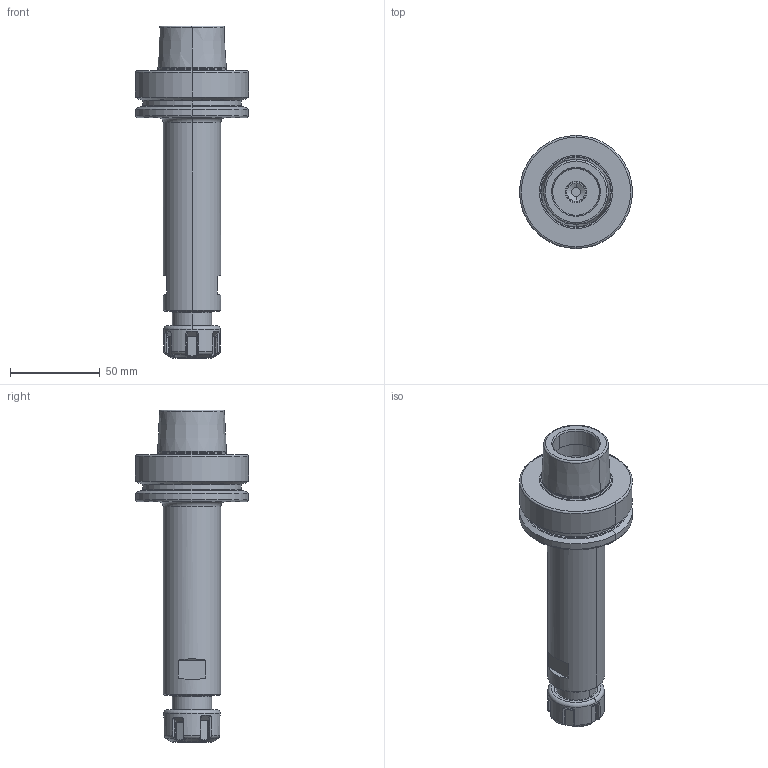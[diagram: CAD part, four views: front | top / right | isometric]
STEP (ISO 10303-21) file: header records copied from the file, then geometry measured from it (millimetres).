
FILE_DESCRIPTION((''),'2;1');
FILE_NAME('F63_02_10_2','2020-08-24T',('103090'),(''),'CREO PARAMETRIC BY PTC INC, 2016260','CREO PARAMETRIC BY PTC INC, 2016260','');
FILE_SCHEMA(('CONFIG_CONTROL_DESIGN'));
Length unit declared in the file: millimetre
Products named in the file (1): F63_02_10_2
Bounding box: 63 x 63 x 185 mm (x, y, z)
Volume: 169635.4 mm3; surface area: 37326.8 mm2
Topology: 1 solids, 1 shells, 295 faces, 666 edges, 388 vertices
Faces by surface type: bspline 72, plane 71, cylinder 66, torus 48, cone 26, sphere 12
Entity records: 11064 total; most frequent: CARTESIAN_POINT 4918, ORIENTED_EDGE 1332, DIRECTION 1144, EDGE_CURVE 666, AXIS2_PLACEMENT_3D 446, VERTEX_POINT 388, EDGE_LOOP 310, FACE_OUTER_BOUND 295
